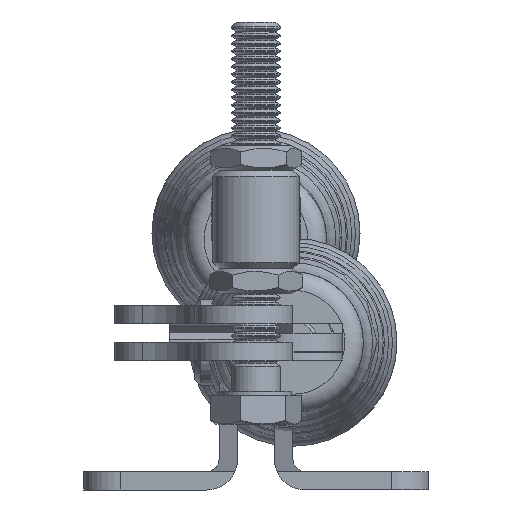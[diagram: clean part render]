
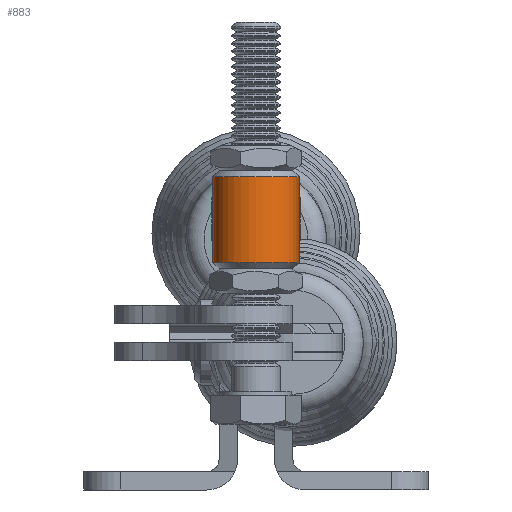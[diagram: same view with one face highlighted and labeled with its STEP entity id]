
A CAD part, left-side view. The second image highlights one B-rep face of the part: STEP entity #883.
In plain terms, the highlighted cylindrical face has radius 7 mm (diameter 14 mm), a full revolution.
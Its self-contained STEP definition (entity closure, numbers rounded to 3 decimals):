
#883 = ADVANCED_FACE( '', ( #2140, #2141 ), #2142, .T. );
#2140 = FACE_OUTER_BOUND( '', #3908, .T. );
#2141 = FACE_OUTER_BOUND( '', #3909, .T. );
#2142 = CYLINDRICAL_SURFACE( '', #3910, 7. );
#3908 = EDGE_LOOP( '', ( #6173 ) );
#3909 = EDGE_LOOP( '', ( #6174 ) );
#3910 = AXIS2_PLACEMENT_3D( '', #6175, #6176, #6177 );
#6173 = ORIENTED_EDGE( '', *, *, #8251, .T. );
#6174 = ORIENTED_EDGE( '', *, *, #8681, .T. );
#6175 = CARTESIAN_POINT( '', ( 0., 16., 0. ) );
#6176 = DIRECTION( '', ( 0., 1., 0. ) );
#6177 = DIRECTION( '', ( 0., 0., -1. ) );
#8251 = EDGE_CURVE( '', #9450, #9450, #9451, .T. );
#8681 = EDGE_CURVE( '', #10160, #10160, #10161, .F. );
#9450 = VERTEX_POINT( '', #11255 );
#9451 = CIRCLE( '', #11256, 7. );
#10160 = VERTEX_POINT( '', #12203 );
#10161 = CIRCLE( '', #12204, 7. );
#11255 = CARTESIAN_POINT( '', ( 0., 1., 7. ) );
#11256 = AXIS2_PLACEMENT_3D( '', #13383, #13384, #13385 );
#12203 = CARTESIAN_POINT( '', ( 0., 15., 7. ) );
#12204 = AXIS2_PLACEMENT_3D( '', #14062, #14063, #14064 );
#13383 = CARTESIAN_POINT( '', ( 0., 1., 0. ) );
#13384 = DIRECTION( '', ( 0., 1., 0. ) );
#13385 = DIRECTION( '', ( 0., 0., 1. ) );
#14062 = CARTESIAN_POINT( '', ( 0., 15., 0. ) );
#14063 = DIRECTION( '', ( 0., 1., 0. ) );
#14064 = DIRECTION( '', ( 0., 0., 1. ) );
